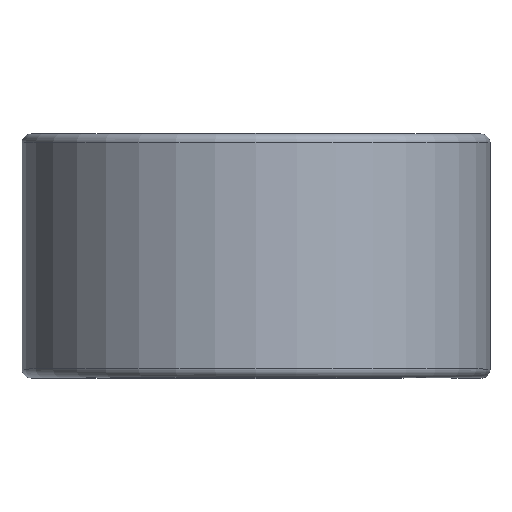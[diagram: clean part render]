
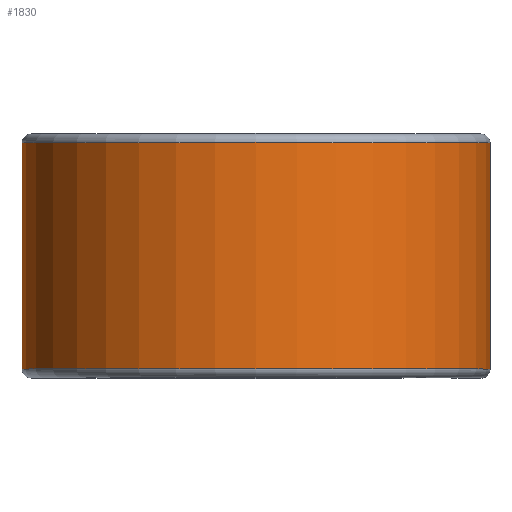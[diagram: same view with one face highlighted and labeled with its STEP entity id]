
A CAD part, top view. The second image highlights one B-rep face of the part: STEP entity #1830.
In plain terms, the highlighted cylindrical face has radius 19.774 mm (diameter 39.548 mm), a partial arc.
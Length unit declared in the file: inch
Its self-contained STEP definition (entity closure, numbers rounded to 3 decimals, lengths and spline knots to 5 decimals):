
#131 = ORIENTED_EDGE ( 'NONE', *, *, #1522, .T. ) ;
#199 = DIRECTION ( 'NONE',  ( 0., 1., 0. ) ) ;
#214 = VERTEX_POINT ( 'NONE', #1131 ) ;
#334 = CARTESIAN_POINT ( 'NONE',  ( 0., -0.37625, 0. ) ) ;
#371 = EDGE_CURVE ( 'NONE', #749, #2305, #1564, .T. ) ;
#408 = FACE_OUTER_BOUND ( 'NONE', #2134, .T. ) ;
#475 = DIRECTION ( 'NONE',  ( 0., 0., -1. ) ) ;
#513 = DIRECTION ( 'NONE',  ( 0., 0., -1. ) ) ;
#563 = DIRECTION ( 'NONE',  ( 0., -1., 0. ) ) ;
#569 = CIRCLE ( 'NONE', #1931, 0.7785 ) ;
#571 = LINE ( 'NONE', #2186, #1563 ) ;
#649 = CARTESIAN_POINT ( 'NONE',  ( 0., -0.37625, -0.7785 ) ) ;
#650 = ORIENTED_EDGE ( 'NONE', *, *, #1471, .T. ) ;
#720 = DIRECTION ( 'NONE',  ( 0., 1., 0. ) ) ;
#749 = VERTEX_POINT ( 'NONE', #649 ) ;
#799 = CARTESIAN_POINT ( 'NONE',  ( 0., 0.37625, -0.7785 ) ) ;
#887 = AXIS2_PLACEMENT_3D ( 'NONE', #1938, #2122, #475 ) ;
#1105 = CARTESIAN_POINT ( 'NONE',  ( 0., 0.37625, -0.7785 ) ) ;
#1131 = CARTESIAN_POINT ( 'NONE',  ( 0.7785, 0.37625, 0. ) ) ;
#1242 = CYLINDRICAL_SURFACE ( 'NONE', #887, 0.7785 ) ;
#1262 = ORIENTED_EDGE ( 'NONE', *, *, #1374, .F. ) ;
#1271 = ORIENTED_EDGE ( 'NONE', *, *, #371, .F. ) ;
#1374 = EDGE_CURVE ( 'NONE', #1716, #749, #2236, .T. ) ;
#1471 = EDGE_CURVE ( 'NONE', #1716, #214, #571, .T. ) ;
#1502 = VECTOR ( 'NONE', #199, 39.37008 ) ;
#1522 = EDGE_CURVE ( 'NONE', #214, #2305, #569, .T. ) ;
#1563 = VECTOR ( 'NONE', #720, 39.37008 ) ;
#1564 = LINE ( 'NONE', #799, #1502 ) ;
#1601 = DIRECTION ( 'NONE',  ( 0., -1., 0. ) ) ;
#1652 = CARTESIAN_POINT ( 'NONE',  ( 0., 0.37625, 0. ) ) ;
#1716 = VERTEX_POINT ( 'NONE', #2084 ) ;
#1830 = ADVANCED_FACE ( 'NONE', ( #408 ), #1242, .T. ) ;
#1836 = DIRECTION ( 'NONE',  ( 0., 0., -1. ) ) ;
#1931 = AXIS2_PLACEMENT_3D ( 'NONE', #1652, #563, #1836 ) ;
#1938 = CARTESIAN_POINT ( 'NONE',  ( 0., 0.375, 0. ) ) ;
#2084 = CARTESIAN_POINT ( 'NONE',  ( 0.7785, -0.37625, 0. ) ) ;
#2097 = AXIS2_PLACEMENT_3D ( 'NONE', #334, #1601, #513 ) ;
#2122 = DIRECTION ( 'NONE',  ( 0., -1., 0. ) ) ;
#2134 = EDGE_LOOP ( 'NONE', ( #650, #131, #1271, #1262 ) ) ;
#2186 = CARTESIAN_POINT ( 'NONE',  ( 0.7785, 0.37625, 0. ) ) ;
#2236 = CIRCLE ( 'NONE', #2097, 0.7785 ) ;
#2305 = VERTEX_POINT ( 'NONE', #1105 ) ;
